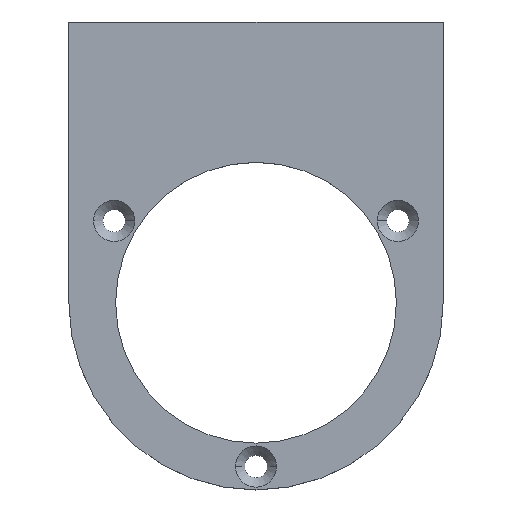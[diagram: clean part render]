
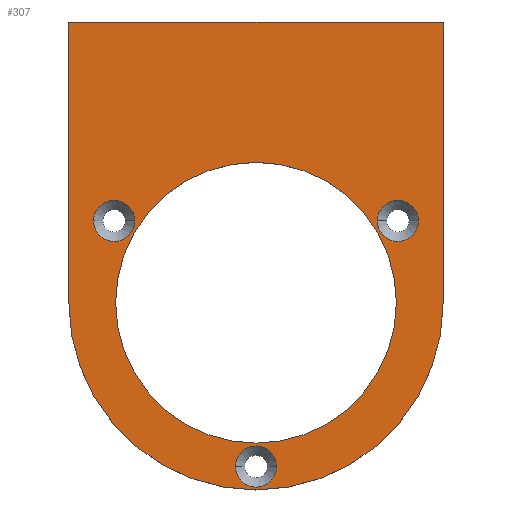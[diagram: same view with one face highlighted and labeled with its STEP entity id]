
A CAD part, top view. The second image highlights one B-rep face of the part: STEP entity #307.
In plain terms, the highlighted planar face has unit normal (0, 0, 1).
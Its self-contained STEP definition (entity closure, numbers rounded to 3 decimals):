
#4 = EDGE_LOOP ( 'NONE', ( #539, #540, #541, #316 ) ) ;
#7 = EDGE_LOOP ( 'NONE', ( #155, #120 ) ) ;
#22 = EDGE_LOOP ( 'NONE', ( #151, #152 ) ) ;
#29 = EDGE_LOOP ( 'NONE', ( #121, #122 ) ) ;
#30 = EDGE_LOOP ( 'NONE', ( #153, #154 ) ) ;
#36 = CARTESIAN_POINT ( 'NONE',  ( 15., 0., 5. ) ) ;
#37 = VERTEX_POINT ( 'NONE', #302 ) ;
#39 = VERTEX_POINT ( 'NONE', #36 ) ;
#40 = VERTEX_POINT ( 'NONE', #300 ) ;
#44 = CARTESIAN_POINT ( 'NONE',  ( 15.155, 8.75, 5. ) ) ;
#45 = DIRECTION ( 'NONE',  ( 0., 0., 1. ) ) ;
#46 = DIRECTION ( 'NONE',  ( 1., 0., 0. ) ) ;
#48 = DIRECTION ( 'NONE',  ( 0., 1., 0. ) ) ;
#50 = CARTESIAN_POINT ( 'NONE',  ( 20., 0., 5. ) ) ;
#51 = CARTESIAN_POINT ( 'NONE',  ( -15.155, 8.75, 5. ) ) ;
#52 = DIRECTION ( 'NONE',  ( 0., 0., 1. ) ) ;
#53 = DIRECTION ( 'NONE',  ( 1., 0., 0. ) ) ;
#56 = DIRECTION ( 'NONE',  ( 0., -1., 0. ) ) ;
#57 = CARTESIAN_POINT ( 'NONE',  ( 0., -17.5, 5. ) ) ;
#58 = DIRECTION ( 'NONE',  ( 0., 0., 1. ) ) ;
#59 = DIRECTION ( 'NONE',  ( 1., 0., 0. ) ) ;
#60 = CARTESIAN_POINT ( 'NONE',  ( -20., 0., 5. ) ) ;
#70 = DIRECTION ( 'NONE',  ( -1., 0., 0. ) ) ;
#71 = CARTESIAN_POINT ( 'NONE',  ( 20., 30., 5. ) ) ;
#72 = CARTESIAN_POINT ( 'NONE',  ( 0., 0., 5. ) ) ;
#73 = DIRECTION ( 'NONE',  ( 0., 0., -1. ) ) ;
#74 = DIRECTION ( 'NONE',  ( 1., 0., 0. ) ) ;
#91 = VERTEX_POINT ( 'NONE', #409 ) ;
#97 = VERTEX_POINT ( 'NONE', #412 ) ;
#106 = VERTEX_POINT ( 'NONE', #534 ) ;
#107 = VERTEX_POINT ( 'NONE', #535 ) ;
#108 = VERTEX_POINT ( 'NONE', #536 ) ;
#112 = VERTEX_POINT ( 'NONE', #222 ) ;
#113 = VERTEX_POINT ( 'NONE', #533 ) ;
#120 = ORIENTED_EDGE ( 'NONE', *, *, #478, .F. ) ;
#121 = ORIENTED_EDGE ( 'NONE', *, *, #463, .T. ) ;
#122 = ORIENTED_EDGE ( 'NONE', *, *, #485, .T. ) ;
#151 = ORIENTED_EDGE ( 'NONE', *, *, #424, .F. ) ;
#152 = ORIENTED_EDGE ( 'NONE', *, *, #483, .F. ) ;
#153 = ORIENTED_EDGE ( 'NONE', *, *, #509, .F. ) ;
#154 = ORIENTED_EDGE ( 'NONE', *, *, #439, .F. ) ;
#155 = ORIENTED_EDGE ( 'NONE', *, *, #446, .F. ) ;
#172 = PLANE ( 'NONE',  #444 ) ;
#192 = DIRECTION ( 'NONE',  ( 0., 0., 1. ) ) ;
#222 = CARTESIAN_POINT ( 'NONE',  ( -2.2, -17.5, 5. ) ) ;
#231 = LINE ( 'NONE', #60, #232 ) ;
#232 = VECTOR ( 'NONE', #56, 1000. ) ;
#244 = CIRCLE ( 'NONE', #504, 15. ) ;
#246 = LINE ( 'NONE', #71, #250 ) ;
#250 = VECTOR ( 'NONE', #70, 1000. ) ;
#300 = CARTESIAN_POINT ( 'NONE',  ( -15., 0., 5. ) ) ;
#302 = CARTESIAN_POINT ( 'NONE',  ( -20., 0., 5. ) ) ;
#307 = ADVANCED_FACE ( 'NONE', ( #578, #582, #579, #573, #580 ), #172, .T. ) ;
#313 = VERTEX_POINT ( 'NONE', #670 ) ;
#315 = VERTEX_POINT ( 'NONE', #672 ) ;
#316 = ORIENTED_EDGE ( 'NONE', *, *, #464, .T. ) ;
#337 = CARTESIAN_POINT ( 'NONE',  ( 0., -17.5, 5. ) ) ;
#338 = DIRECTION ( 'NONE',  ( 0., 0., 1. ) ) ;
#339 = DIRECTION ( 'NONE',  ( 1., 0., 0. ) ) ;
#351 = CARTESIAN_POINT ( 'NONE',  ( 15.155, 8.75, 5. ) ) ;
#352 = DIRECTION ( 'NONE',  ( 0., 0., 1. ) ) ;
#353 = DIRECTION ( 'NONE',  ( 1., 0., 0. ) ) ;
#354 = CARTESIAN_POINT ( 'NONE',  ( 0., 0., 5. ) ) ;
#355 = DIRECTION ( 'NONE',  ( 0., 0., -1. ) ) ;
#356 = DIRECTION ( 'NONE',  ( 1., 0., 0. ) ) ;
#363 = CARTESIAN_POINT ( 'NONE',  ( 0., 0., 5. ) ) ;
#364 = DIRECTION ( 'NONE',  ( 1., 0., 0. ) ) ;
#376 = CARTESIAN_POINT ( 'NONE',  ( -15.155, 8.75, 5. ) ) ;
#377 = DIRECTION ( 'NONE',  ( 0., 0., 1. ) ) ;
#378 = DIRECTION ( 'NONE',  ( 1., 0., 0. ) ) ;
#409 = CARTESIAN_POINT ( 'NONE',  ( 12.955, 8.75, 5. ) ) ;
#412 = CARTESIAN_POINT ( 'NONE',  ( 17.355, 8.75, 5. ) ) ;
#424 = EDGE_CURVE ( 'NONE', #97, #91, #593, .T. ) ;
#430 = AXIS2_PLACEMENT_3D ( 'NONE', #57, #58, #59 ) ;
#434 = AXIS2_PLACEMENT_3D ( 'NONE', #51, #52, #53 ) ;
#435 = AXIS2_PLACEMENT_3D ( 'NONE', #44, #45, #46 ) ;
#439 = EDGE_CURVE ( 'NONE', #106, #107, #594, .T. ) ;
#440 = EDGE_CURVE ( 'NONE', #315, #313, #590, .T. ) ;
#444 = AXIS2_PLACEMENT_3D ( 'NONE', #656, #657, #658 ) ;
#446 = EDGE_CURVE ( 'NONE', #113, #112, #598, .T. ) ;
#452 = EDGE_CURVE ( 'NONE', #108, #37, #231, .T. ) ;
#463 = EDGE_CURVE ( 'NONE', #40, #39, #244, .T. ) ;
#464 = EDGE_CURVE ( 'NONE', #313, #108, #246, .T. ) ;
#478 = EDGE_CURVE ( 'NONE', #112, #113, #697, .T. ) ;
#483 = EDGE_CURVE ( 'NONE', #91, #97, #704, .T. ) ;
#485 = EDGE_CURVE ( 'NONE', #39, #40, #707, .T. ) ;
#488 = EDGE_CURVE ( 'NONE', #37, #315, #706, .T. ) ;
#504 = AXIS2_PLACEMENT_3D ( 'NONE', #72, #73, #74 ) ;
#509 = EDGE_CURVE ( 'NONE', #107, #106, #726, .T. ) ;
#533 = CARTESIAN_POINT ( 'NONE',  ( 2.2, -17.5, 5. ) ) ;
#534 = CARTESIAN_POINT ( 'NONE',  ( -17.355, 8.75, 5. ) ) ;
#535 = CARTESIAN_POINT ( 'NONE',  ( -12.955, 8.75, 5. ) ) ;
#536 = CARTESIAN_POINT ( 'NONE',  ( -20., 30., 5. ) ) ;
#539 = ORIENTED_EDGE ( 'NONE', *, *, #452, .T. ) ;
#540 = ORIENTED_EDGE ( 'NONE', *, *, #488, .T. ) ;
#541 = ORIENTED_EDGE ( 'NONE', *, *, #440, .T. ) ;
#573 = FACE_BOUND ( 'NONE', #29, .T. ) ;
#578 = FACE_BOUND ( 'NONE', #22, .T. ) ;
#579 = FACE_BOUND ( 'NONE', #7, .T. ) ;
#580 = FACE_OUTER_BOUND ( 'NONE', #4, .T. ) ;
#582 = FACE_BOUND ( 'NONE', #30, .T. ) ;
#590 = LINE ( 'NONE', #50, #599 ) ;
#593 = CIRCLE ( 'NONE', #435, 2.2 ) ;
#594 = CIRCLE ( 'NONE', #434, 2.2 ) ;
#598 = CIRCLE ( 'NONE', #430, 2.2 ) ;
#599 = VECTOR ( 'NONE', #48, 1000. ) ;
#656 = CARTESIAN_POINT ( 'NONE',  ( 0., 0., 5. ) ) ;
#657 = DIRECTION ( 'NONE',  ( 0., 0., 1. ) ) ;
#658 = DIRECTION ( 'NONE',  ( 1., 0., 0. ) ) ;
#670 = CARTESIAN_POINT ( 'NONE',  ( 20., 30., 5. ) ) ;
#672 = CARTESIAN_POINT ( 'NONE',  ( 20., 0., 5. ) ) ;
#676 = AXIS2_PLACEMENT_3D ( 'NONE', #337, #338, #339 ) ;
#682 = AXIS2_PLACEMENT_3D ( 'NONE', #351, #352, #353 ) ;
#685 = AXIS2_PLACEMENT_3D ( 'NONE', #376, #377, #378 ) ;
#691 = AXIS2_PLACEMENT_3D ( 'NONE', #363, #192, #364 ) ;
#696 = AXIS2_PLACEMENT_3D ( 'NONE', #354, #355, #356 ) ;
#697 = CIRCLE ( 'NONE', #676, 2.2 ) ;
#704 = CIRCLE ( 'NONE', #682, 2.2 ) ;
#706 = CIRCLE ( 'NONE', #691, 20. ) ;
#707 = CIRCLE ( 'NONE', #696, 15. ) ;
#726 = CIRCLE ( 'NONE', #685, 2.2 ) ;
